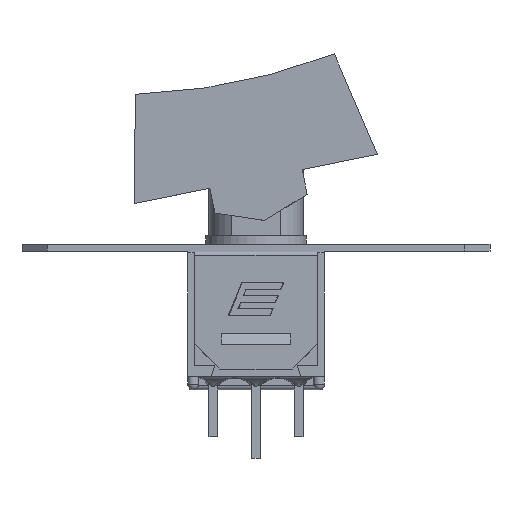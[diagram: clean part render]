
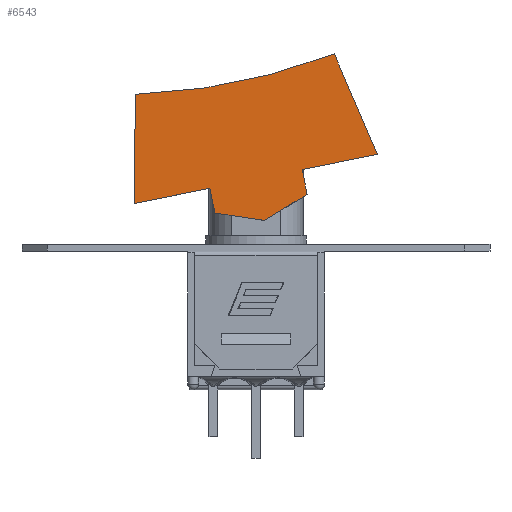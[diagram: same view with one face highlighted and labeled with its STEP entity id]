
A CAD part, front view. The second image highlights one B-rep face of the part: STEP entity #6543.
In plain terms, the highlighted planar face has unit normal (0, -1, 0).
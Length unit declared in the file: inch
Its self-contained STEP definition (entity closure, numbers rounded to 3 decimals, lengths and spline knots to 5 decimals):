
#6168=CARTESIAN_POINT('',(0.28417,-0.15,0.51934));
#6169=VERTEX_POINT('',#6168);
#6176=CARTESIAN_POINT('',(0.10804,-0.15,0.4836));
#6177=VERTEX_POINT('',#6176);
#6178=CARTESIAN_POINT('',(0.28417,-0.15,0.51934));
#6179=DIRECTION('',(-0.98,0.0,-0.199));
#6180=VECTOR('',#6179,0.17972);
#6181=LINE('',#6178,#6180);
#6182=EDGE_CURVE('',#6169,#6177,#6181,.T.);
#6297=CARTESIAN_POINT('',(-0.10804,-0.15,0.43977));
#6298=VERTEX_POINT('',#6297);
#6305=CARTESIAN_POINT('',(-0.28417,-0.15,0.40403));
#6306=VERTEX_POINT('',#6305);
#6307=CARTESIAN_POINT('',(-0.10804,-0.15,0.43977));
#6308=DIRECTION('',(-0.98,0.0,-0.199));
#6309=VECTOR('',#6308,0.17972);
#6310=LINE('',#6307,#6309);
#6311=EDGE_CURVE('',#6298,#6306,#6310,.T.);
#6338=CARTESIAN_POINT('',(-0.28256,-0.15,0.65945));
#6339=VERTEX_POINT('',#6338);
#6340=CARTESIAN_POINT('',(-0.28417,-0.15,0.40403));
#6341=DIRECTION('',(0.006,0.0,1.));
#6342=VECTOR('',#6341,0.25542);
#6343=LINE('',#6340,#6342);
#6344=EDGE_CURVE('',#6306,#6339,#6343,.T.);
#6369=CARTESIAN_POINT('',(0.18314,-0.15,0.75394));
#6370=VERTEX_POINT('',#6369);
#6371=CARTESIAN_POINT('',(-0.33287,-0.15,2.10232));
#6372=DIRECTION('',(0.0,-1.0,0.0));
#6373=DIRECTION('',(-0.035,0.0,0.999));
#6374=AXIS2_PLACEMENT_3D('',#6371,#6372,#6373);
#6375=CIRCLE('',#6374,1.44375);
#6376=EDGE_CURVE('',#6339,#6370,#6375,.T.);
#6402=CARTESIAN_POINT('',(0.18314,-0.15,0.75394));
#6403=DIRECTION('',(0.396,0.0,-0.918));
#6404=VECTOR('',#6403,0.25542);
#6405=LINE('',#6402,#6404);
#6406=EDGE_CURVE('',#6370,#6169,#6405,.T.);
#6443=CARTESIAN_POINT('',(0.11978,-0.15,0.42573));
#6444=VERTEX_POINT('',#6443);
#6445=CARTESIAN_POINT('',(0.10804,-0.15,0.4836));
#6446=DIRECTION('',(0.199,0.0,-0.98));
#6447=VECTOR('',#6446,0.05906);
#6448=LINE('',#6445,#6447);
#6449=EDGE_CURVE('',#6177,#6444,#6448,.T.);
#6468=CARTESIAN_POINT('',(0.01973,-0.15,0.36445));
#6469=VERTEX_POINT('',#6468);
#6470=CARTESIAN_POINT('',(0.11978,-0.15,0.42573));
#6471=DIRECTION('',(-0.853,0.0,-0.522));
#6472=VECTOR('',#6471,0.11732);
#6473=LINE('',#6470,#6472);
#6474=EDGE_CURVE('',#6444,#6469,#6473,.T.);
#6493=CARTESIAN_POINT('',(-0.09629,-0.15,0.38189));
#6494=VERTEX_POINT('',#6493);
#6495=CARTESIAN_POINT('',(0.01973,-0.15,0.36445));
#6496=DIRECTION('',(-0.989,0.0,0.149));
#6497=VECTOR('',#6496,0.11732);
#6498=LINE('',#6495,#6497);
#6499=EDGE_CURVE('',#6469,#6494,#6498,.T.);
#6517=CARTESIAN_POINT('',(-0.09629,-0.15,0.38189));
#6518=DIRECTION('',(-0.199,0.0,0.98));
#6519=VECTOR('',#6518,0.05906);
#6520=LINE('',#6517,#6519);
#6521=EDGE_CURVE('',#6494,#6298,#6520,.T.);
#6527=CARTESIAN_POINT('',(0.33579,-0.15,0.41076));
#6528=DIRECTION('',(0.0,-1.0,0.0));
#6529=DIRECTION('',(0.0,0.0,-1.0));
#6530=AXIS2_PLACEMENT_3D('',#6527,#6528,#6529);
#6531=PLANE('',#6530);
#6532=ORIENTED_EDGE('',*,*,#6521,.F.);
#6533=ORIENTED_EDGE('',*,*,#6499,.F.);
#6534=ORIENTED_EDGE('',*,*,#6474,.F.);
#6535=ORIENTED_EDGE('',*,*,#6449,.F.);
#6536=ORIENTED_EDGE('',*,*,#6182,.F.);
#6537=ORIENTED_EDGE('',*,*,#6406,.F.);
#6538=ORIENTED_EDGE('',*,*,#6376,.F.);
#6539=ORIENTED_EDGE('',*,*,#6344,.F.);
#6540=ORIENTED_EDGE('',*,*,#6311,.F.);
#6541=EDGE_LOOP('',(#6532,#6533,#6534,#6535,#6536,#6537,#6538,#6539,#6540));
#6542=FACE_OUTER_BOUND('',#6541,.T.);
#6543=ADVANCED_FACE('',(#6542),#6531,.T.);
